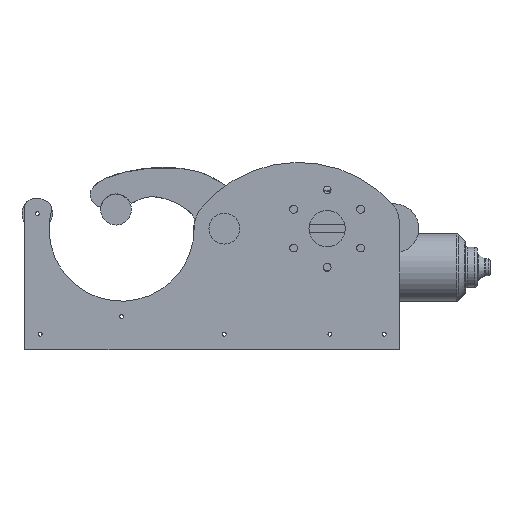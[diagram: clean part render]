
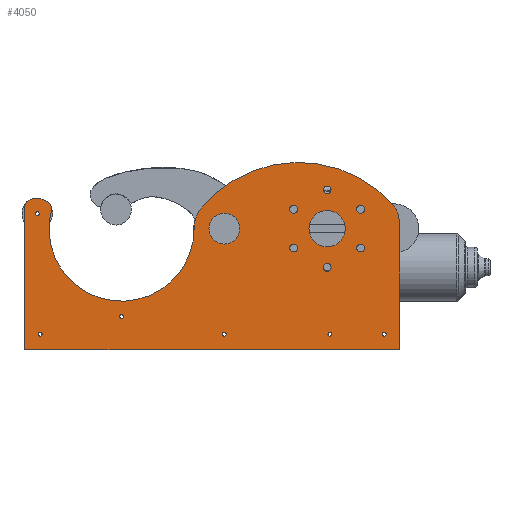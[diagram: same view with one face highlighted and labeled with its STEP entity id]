
A CAD part, left-side view. The second image highlights one B-rep face of the part: STEP entity #4050.
In plain terms, the highlighted planar face has unit normal (-1, 0, 0).
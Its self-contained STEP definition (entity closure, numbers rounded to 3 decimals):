
#170=FACE_BOUND('',#756,.T.);
#171=FACE_BOUND('',#757,.T.);
#172=FACE_BOUND('',#758,.T.);
#173=FACE_BOUND('',#759,.T.);
#174=FACE_BOUND('',#760,.T.);
#175=FACE_BOUND('',#761,.T.);
#176=FACE_BOUND('',#762,.T.);
#177=FACE_BOUND('',#763,.T.);
#178=FACE_BOUND('',#764,.T.);
#179=FACE_BOUND('',#765,.T.);
#180=FACE_BOUND('',#766,.T.);
#181=FACE_BOUND('',#767,.T.);
#182=FACE_BOUND('',#768,.T.);
#183=FACE_BOUND('',#769,.T.);
#278=PLANE('',#4505);
#474=FACE_OUTER_BOUND('',#755,.T.);
#755=EDGE_LOOP('',(#3485,#3486,#3487,#3488,#3489,#3490,#3491,#3492,#3493,
#3494,#3495,#3496));
#756=EDGE_LOOP('',(#3497));
#757=EDGE_LOOP('',(#3498));
#758=EDGE_LOOP('',(#3499));
#759=EDGE_LOOP('',(#3500));
#760=EDGE_LOOP('',(#3501));
#761=EDGE_LOOP('',(#3502));
#762=EDGE_LOOP('',(#3503));
#763=EDGE_LOOP('',(#3504));
#764=EDGE_LOOP('',(#3505));
#765=EDGE_LOOP('',(#3506));
#766=EDGE_LOOP('',(#3507));
#767=EDGE_LOOP('',(#3508));
#768=EDGE_LOOP('',(#3509));
#769=EDGE_LOOP('',(#3510));
#1041=LINE('',#7514,#1295);
#1042=LINE('',#7516,#1296);
#1043=LINE('',#7518,#1297);
#1295=VECTOR('',#5607,10.);
#1296=VECTOR('',#5608,10.);
#1297=VECTOR('',#5609,10.);
#1547=CIRCLE('',#4501,5.);
#1548=CIRCLE('',#4503,14.238);
#1550=CIRCLE('',#4506,60.);
#1551=CIRCLE('',#4507,20.);
#1552=CIRCLE('',#4508,104.941);
#1553=CIRCLE('',#4509,20.);
#1554=CIRCLE('',#4510,28.724);
#1555=CIRCLE('',#4511,60.);
#1556=CIRCLE('',#4512,5.);
#1557=CIRCLE('',#4513,1.588);
#1558=CIRCLE('',#4514,1.588);
#1559=CIRCLE('',#4515,3.25);
#1560=CIRCLE('',#4516,1.588);
#1561=CIRCLE('',#4517,3.25);
#1562=CIRCLE('',#4518,3.25);
#1563=CIRCLE('',#4519,1.588);
#1564=CIRCLE('',#4520,12.7);
#1565=CIRCLE('',#4521,3.25);
#1566=CIRCLE('',#4522,1.588);
#1567=CIRCLE('',#4523,1.588);
#1568=CIRCLE('',#4524,3.25);
#1569=CIRCLE('',#4525,3.25);
#1570=CIRCLE('',#4526,15.);
#1923=VERTEX_POINT('',#7501);
#1924=VERTEX_POINT('',#7503);
#1925=VERTEX_POINT('',#7507);
#1927=VERTEX_POINT('',#7513);
#1928=VERTEX_POINT('',#7515);
#1929=VERTEX_POINT('',#7517);
#1930=VERTEX_POINT('',#7519);
#1931=VERTEX_POINT('',#7521);
#1932=VERTEX_POINT('',#7523);
#1933=VERTEX_POINT('',#7525);
#1934=VERTEX_POINT('',#7527);
#1935=VERTEX_POINT('',#7529);
#1936=VERTEX_POINT('',#7532);
#1937=VERTEX_POINT('',#7534);
#1938=VERTEX_POINT('',#7536);
#1939=VERTEX_POINT('',#7538);
#1940=VERTEX_POINT('',#7540);
#1941=VERTEX_POINT('',#7542);
#1942=VERTEX_POINT('',#7544);
#1943=VERTEX_POINT('',#7546);
#1944=VERTEX_POINT('',#7548);
#1945=VERTEX_POINT('',#7550);
#1946=VERTEX_POINT('',#7552);
#1947=VERTEX_POINT('',#7554);
#1948=VERTEX_POINT('',#7556);
#1949=VERTEX_POINT('',#7558);
#2459=EDGE_CURVE('',#1923,#1924,#1547,.T.);
#2461=EDGE_CURVE('',#1924,#1925,#1548,.T.);
#2464=EDGE_CURVE('',#1923,#1927,#1041,.T.);
#2465=EDGE_CURVE('',#1928,#1927,#1042,.T.);
#2466=EDGE_CURVE('',#1929,#1928,#1043,.T.);
#2467=EDGE_CURVE('',#1930,#1929,#1550,.T.);
#2468=EDGE_CURVE('',#1931,#1930,#1551,.T.);
#2469=EDGE_CURVE('',#1932,#1931,#1552,.T.);
#2470=EDGE_CURVE('',#1933,#1932,#1553,.T.);
#2471=EDGE_CURVE('',#1934,#1933,#1554,.T.);
#2472=EDGE_CURVE('',#1934,#1935,#1555,.T.);
#2473=EDGE_CURVE('',#1925,#1935,#1556,.T.);
#2474=EDGE_CURVE('',#1936,#1936,#1557,.T.);
#2475=EDGE_CURVE('',#1937,#1937,#1558,.T.);
#2476=EDGE_CURVE('',#1938,#1938,#1559,.T.);
#2477=EDGE_CURVE('',#1939,#1939,#1560,.T.);
#2478=EDGE_CURVE('',#1940,#1940,#1561,.T.);
#2479=EDGE_CURVE('',#1941,#1941,#1562,.T.);
#2480=EDGE_CURVE('',#1942,#1942,#1563,.T.);
#2481=EDGE_CURVE('',#1943,#1943,#1564,.T.);
#2482=EDGE_CURVE('',#1944,#1944,#1565,.T.);
#2483=EDGE_CURVE('',#1945,#1945,#1566,.T.);
#2484=EDGE_CURVE('',#1946,#1946,#1567,.T.);
#2485=EDGE_CURVE('',#1947,#1947,#1568,.T.);
#2486=EDGE_CURVE('',#1948,#1948,#1569,.T.);
#2487=EDGE_CURVE('',#1949,#1949,#1570,.T.);
#3485=ORIENTED_EDGE('',*,*,#2459,.F.);
#3486=ORIENTED_EDGE('',*,*,#2464,.T.);
#3487=ORIENTED_EDGE('',*,*,#2465,.F.);
#3488=ORIENTED_EDGE('',*,*,#2466,.F.);
#3489=ORIENTED_EDGE('',*,*,#2467,.F.);
#3490=ORIENTED_EDGE('',*,*,#2468,.F.);
#3491=ORIENTED_EDGE('',*,*,#2469,.F.);
#3492=ORIENTED_EDGE('',*,*,#2470,.F.);
#3493=ORIENTED_EDGE('',*,*,#2471,.F.);
#3494=ORIENTED_EDGE('',*,*,#2472,.T.);
#3495=ORIENTED_EDGE('',*,*,#2473,.F.);
#3496=ORIENTED_EDGE('',*,*,#2461,.F.);
#3497=ORIENTED_EDGE('',*,*,#2474,.F.);
#3498=ORIENTED_EDGE('',*,*,#2475,.F.);
#3499=ORIENTED_EDGE('',*,*,#2476,.F.);
#3500=ORIENTED_EDGE('',*,*,#2477,.F.);
#3501=ORIENTED_EDGE('',*,*,#2478,.F.);
#3502=ORIENTED_EDGE('',*,*,#2479,.F.);
#3503=ORIENTED_EDGE('',*,*,#2480,.F.);
#3504=ORIENTED_EDGE('',*,*,#2481,.F.);
#3505=ORIENTED_EDGE('',*,*,#2482,.F.);
#3506=ORIENTED_EDGE('',*,*,#2483,.F.);
#3507=ORIENTED_EDGE('',*,*,#2484,.F.);
#3508=ORIENTED_EDGE('',*,*,#2485,.F.);
#3509=ORIENTED_EDGE('',*,*,#2486,.F.);
#3510=ORIENTED_EDGE('',*,*,#2487,.F.);
#4050=ADVANCED_FACE('',(#474,#170,#171,#172,#173,#174,#175,#176,#177,#178,
#179,#180,#181,#182,#183),#278,.F.);
#4501=AXIS2_PLACEMENT_3D('',#7504,#5595,#5596);
#4503=AXIS2_PLACEMENT_3D('',#7508,#5600,#5601);
#4505=AXIS2_PLACEMENT_3D('',#7512,#5605,#5606);
#4506=AXIS2_PLACEMENT_3D('',#7520,#5610,#5611);
#4507=AXIS2_PLACEMENT_3D('',#7522,#5612,#5613);
#4508=AXIS2_PLACEMENT_3D('',#7524,#5614,#5615);
#4509=AXIS2_PLACEMENT_3D('',#7526,#5616,#5617);
#4510=AXIS2_PLACEMENT_3D('',#7528,#5618,#5619);
#4511=AXIS2_PLACEMENT_3D('',#7530,#5620,#5621);
#4512=AXIS2_PLACEMENT_3D('',#7531,#5622,#5623);
#4513=AXIS2_PLACEMENT_3D('',#7533,#5624,#5625);
#4514=AXIS2_PLACEMENT_3D('',#7535,#5626,#5627);
#4515=AXIS2_PLACEMENT_3D('',#7537,#5628,#5629);
#4516=AXIS2_PLACEMENT_3D('',#7539,#5630,#5631);
#4517=AXIS2_PLACEMENT_3D('',#7541,#5632,#5633);
#4518=AXIS2_PLACEMENT_3D('',#7543,#5634,#5635);
#4519=AXIS2_PLACEMENT_3D('',#7545,#5636,#5637);
#4520=AXIS2_PLACEMENT_3D('',#7547,#5638,#5639);
#4521=AXIS2_PLACEMENT_3D('',#7549,#5640,#5641);
#4522=AXIS2_PLACEMENT_3D('',#7551,#5642,#5643);
#4523=AXIS2_PLACEMENT_3D('',#7553,#5644,#5645);
#4524=AXIS2_PLACEMENT_3D('',#7555,#5646,#5647);
#4525=AXIS2_PLACEMENT_3D('',#7557,#5648,#5649);
#4526=AXIS2_PLACEMENT_3D('',#7559,#5650,#5651);
#5595=DIRECTION('center_axis',(1.,0.,0.));
#5596=DIRECTION('ref_axis',(0.,0.878,0.479));
#5600=DIRECTION('center_axis',(1.,0.,0.));
#5601=DIRECTION('ref_axis',(0.,0.702,0.712));
#5605=DIRECTION('center_axis',(1.,0.,0.));
#5606=DIRECTION('ref_axis',(0.,1.,0.));
#5607=DIRECTION('',(0.,0.,-1.));
#5608=DIRECTION('',(0.,1.,0.));
#5609=DIRECTION('',(0.,0.,-1.));
#5610=DIRECTION('center_axis',(1.,0.,0.));
#5611=DIRECTION('ref_axis',(0.,-0.964,0.267));
#5612=DIRECTION('center_axis',(1.,0.,0.));
#5613=DIRECTION('ref_axis',(0.,-0.9,0.437));
#5614=DIRECTION('center_axis',(1.,0.,0.));
#5615=DIRECTION('ref_axis',(0.,0.776,0.63));
#5616=DIRECTION('center_axis',(1.,0.,0.));
#5617=DIRECTION('ref_axis',(0.,0.824,0.567));
#5618=DIRECTION('center_axis',(1.,0.,0.));
#5619=DIRECTION('ref_axis',(0.,1.,0.));
#5620=DIRECTION('center_axis',(1.,0.,0.));
#5621=DIRECTION('ref_axis',(0.,1.,0.));
#5622=DIRECTION('center_axis',(1.,0.,0.));
#5623=DIRECTION('ref_axis',(0.,-0.977,0.212));
#5624=DIRECTION('center_axis',(-1.,0.,0.));
#5625=DIRECTION('ref_axis',(0.,1.,0.));
#5626=DIRECTION('center_axis',(-1.,0.,0.));
#5627=DIRECTION('ref_axis',(0.,1.,0.));
#5628=DIRECTION('center_axis',(-1.,0.,0.));
#5629=DIRECTION('ref_axis',(0.,0.5,-0.866));
#5630=DIRECTION('center_axis',(-1.,0.,0.));
#5631=DIRECTION('ref_axis',(0.,1.,0.));
#5632=DIRECTION('center_axis',(-1.,0.,0.));
#5633=DIRECTION('ref_axis',(0.,1.,0.));
#5634=DIRECTION('center_axis',(-1.,0.,0.));
#5635=DIRECTION('ref_axis',(0.,0.5,-0.866));
#5636=DIRECTION('center_axis',(-1.,0.,0.));
#5637=DIRECTION('ref_axis',(0.,1.,0.));
#5638=DIRECTION('center_axis',(-1.,0.,0.));
#5639=DIRECTION('ref_axis',(0.,1.,0.));
#5640=DIRECTION('center_axis',(-1.,0.,0.));
#5641=DIRECTION('ref_axis',(0.,1.,0.));
#5642=DIRECTION('center_axis',(-1.,0.,0.));
#5643=DIRECTION('ref_axis',(0.,1.,0.));
#5644=DIRECTION('center_axis',(-1.,0.,0.));
#5645=DIRECTION('ref_axis',(0.,1.,0.));
#5646=DIRECTION('center_axis',(-1.,0.,0.));
#5647=DIRECTION('ref_axis',(0.,0.5,-0.866));
#5648=DIRECTION('center_axis',(-1.,0.,0.));
#5649=DIRECTION('ref_axis',(0.,1.,0.));
#5650=DIRECTION('center_axis',(-1.,0.,0.));
#5651=DIRECTION('ref_axis',(0.,1.,0.));
#7501=CARTESIAN_POINT('',(-87.7,256.25,18.505));
#7503=CARTESIAN_POINT('',(-87.7,253.956,22.71));
#7504=CARTESIAN_POINT('Origin',(-87.7,251.25,18.505));
#7507=CARTESIAN_POINT('',(-87.7,235.228,19.75));
#7508=CARTESIAN_POINT('Origin',(-87.7,246.25,10.737));
#7512=CARTESIAN_POINT('Origin',(-87.7,101.25,-22.597));
#7513=CARTESIAN_POINT('',(-87.7,256.25,-100.));
#7514=CARTESIAN_POINT('',(-87.7,256.25,-87.3));
#7515=CARTESIAN_POINT('',(-87.7,-53.75,-100.));
#7516=CARTESIAN_POINT('',(-87.7,-53.75,-100.));
#7517=CARTESIAN_POINT('',(-87.7,-53.75,0.));
#7518=CARTESIAN_POINT('',(-87.7,-53.75,0.));
#7519=CARTESIAN_POINT('',(-87.7,-52.889,10.13));
#7520=CARTESIAN_POINT('Origin',(-87.7,6.25,0.));
#7521=CARTESIAN_POINT('',(-87.7,-48.028,20.148));
#7522=CARTESIAN_POINT('Origin',(-87.7,-33.176,6.753));
#7523=CARTESIAN_POINT('',(-87.7,110.493,17.079));
#7524=CARTESIAN_POINT('Origin',(-87.7,29.902,-50.134));
#7525=CARTESIAN_POINT('',(-87.7,112.576,14.056));
#7526=CARTESIAN_POINT('Origin',(-87.7,95.134,4.269));
#7527=CARTESIAN_POINT('',(-87.7,116.25,0.));
#7528=CARTESIAN_POINT('Origin',(-87.7,87.526,0.));
#7529=CARTESIAN_POINT('',(-87.7,234.264,15.309));
#7530=CARTESIAN_POINT('Origin',(-87.7,176.25,0.));
#7531=CARTESIAN_POINT('Origin',(-87.7,239.098,16.585));
#7532=CARTESIAN_POINT('',(-87.7,-42.638,-87.3));
#7533=CARTESIAN_POINT('Origin',(-87.7,-41.05,-87.3));
#7534=CARTESIAN_POINT('',(-87.7,89.663,-87.3));
#7535=CARTESIAN_POINT('Origin',(-87.7,91.25,-87.3));
#7536=CARTESIAN_POINT('',(-87.7,-23.088,18.815));
#7537=CARTESIAN_POINT('Origin',(-87.7,-21.463,16.));
#7538=CARTESIAN_POINT('',(-87.7,2.363,-87.3));
#7539=CARTESIAN_POINT('Origin',(-87.7,3.95,-87.3));
#7540=CARTESIAN_POINT('',(-87.7,30.713,-16.));
#7541=CARTESIAN_POINT('Origin',(-87.7,33.963,-16.));
#7542=CARTESIAN_POINT('',(-87.7,4.625,-29.185));
#7543=CARTESIAN_POINT('Origin',(-87.7,6.25,-32.));
#7544=CARTESIAN_POINT('',(-87.7,174.663,-72.7));
#7545=CARTESIAN_POINT('Origin',(-87.7,176.25,-72.7));
#7546=CARTESIAN_POINT('',(-87.7,78.55,0.));
#7547=CARTESIAN_POINT('Origin',(-87.7,91.25,0.));
#7548=CARTESIAN_POINT('',(-87.7,-24.713,-16.));
#7549=CARTESIAN_POINT('Origin',(-87.7,-21.463,-16.));
#7550=CARTESIAN_POINT('',(-87.7,244.332,12.411));
#7551=CARTESIAN_POINT('Origin',(-87.7,245.92,12.411));
#7552=CARTESIAN_POINT('',(-87.7,241.963,-87.3));
#7553=CARTESIAN_POINT('Origin',(-87.7,243.55,-87.3));
#7554=CARTESIAN_POINT('',(-87.7,32.338,18.815));
#7555=CARTESIAN_POINT('Origin',(-87.7,33.963,16.));
#7556=CARTESIAN_POINT('',(-87.7,3.,32.));
#7557=CARTESIAN_POINT('Origin',(-87.7,6.25,32.));
#7558=CARTESIAN_POINT('',(-87.7,-8.75,0.));
#7559=CARTESIAN_POINT('Origin',(-87.7,6.25,0.));
